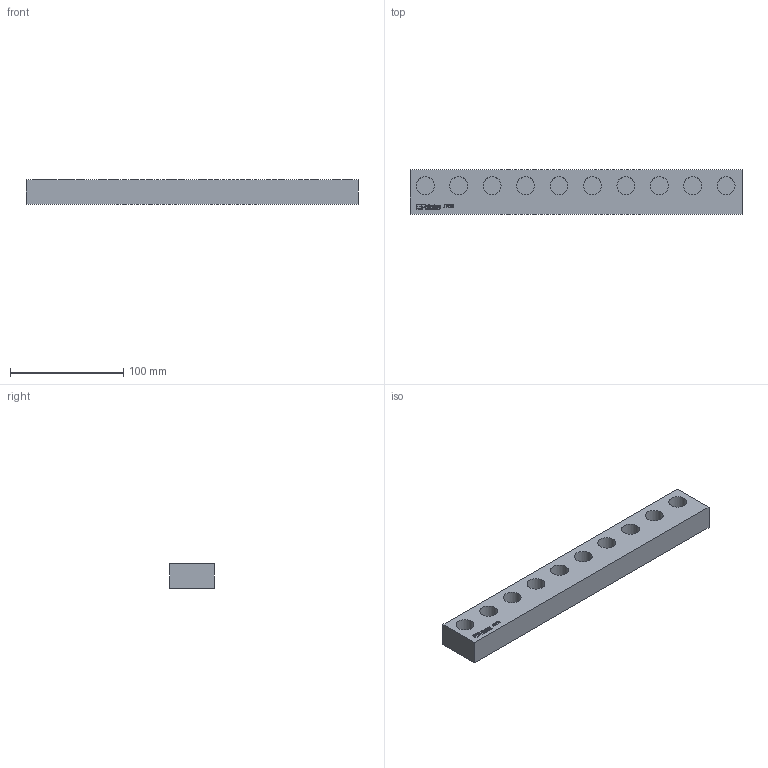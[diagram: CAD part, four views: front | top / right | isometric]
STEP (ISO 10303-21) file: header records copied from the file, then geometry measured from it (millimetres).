
FILE_DESCRIPTION( ( 'Unknown' ), '1' );
FILE_NAME( '71211600-C.stp', 'Unknown', ( 'Unknown' ), ( 'Unknown' ), 'PSStep 15.0.49', 'Unknown', ' ' );
FILE_SCHEMA( ( 'AUTOMOTIVE_DESIGN { 1 0 10303 214 1 1 1 1 }' ) );
Length unit declared in the file: millimetre
Products named in the file (1): 1
Bounding box: 293 x 39 x 22 mm (x, y, z)
Volume: 220019.6 mm3; surface area: 45422.9 mm2
Topology: 1 solids, 1 shells, 141 faces, 339 edges, 226 vertices
Faces by surface type: plane 102, extrusion 29, cylinder 10
Full cylindrical faces by diameter (mm): 15.8 x10
Entity records: 6656 total; most frequent: CARTESIAN_POINT 2346, ORIENTED_EDGE 656, DIRECTION 545, EDGE_CURVE 328, VECTOR 279, LINE 250, VERTEX_POINT 226, EDGE_LOOP 178
